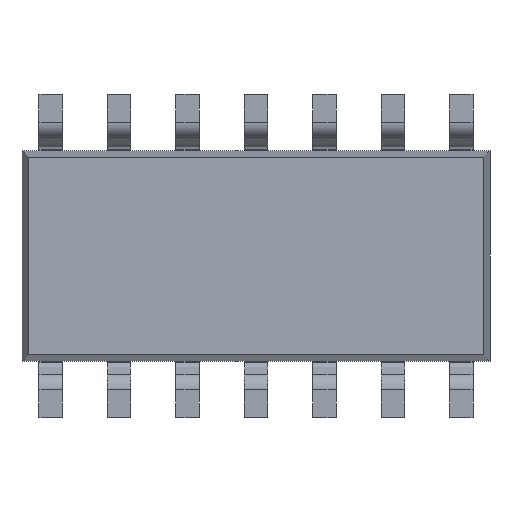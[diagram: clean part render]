
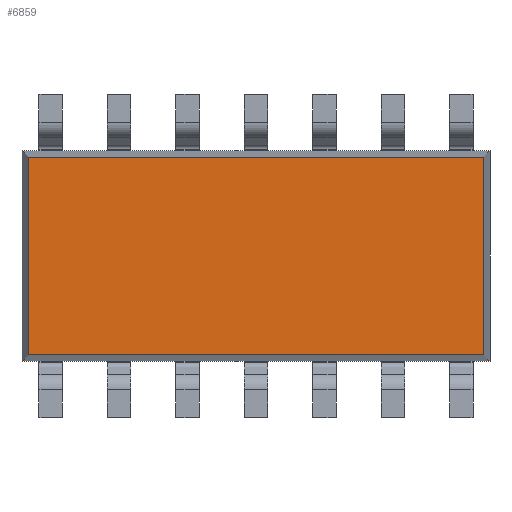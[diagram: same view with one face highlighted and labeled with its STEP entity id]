
A CAD part, front view. The second image highlights one B-rep face of the part: STEP entity #6859.
In plain terms, the highlighted planar face has unit normal (0, -1, 0).
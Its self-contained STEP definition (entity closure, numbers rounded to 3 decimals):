
#6820 = CARTESIAN_POINT ( 'NONE',  ( 4.228, 0.1, -1.835 ) ) ;
#6821 = VERTEX_POINT ( 'NONE', #6820 ) ;
#6822 = CARTESIAN_POINT ( 'NONE',  ( 4.228, 0.1, 1.835 ) ) ;
#6823 = VERTEX_POINT ( 'NONE', #6822 ) ;
#6824 = CARTESIAN_POINT ( 'NONE',  ( 4.228, 0.1, 0. ) ) ;
#6825 = DIRECTION ( 'NONE',  ( 0., 0., 1. ) ) ;
#6826 = VECTOR ( 'NONE', #6825, 1000. ) ;
#6827 = LINE ( 'NONE', #6824, #6826 ) ;
#6828 = EDGE_CURVE ( 'NONE', #6821, #6823, #6827, .T. ) ;
#6829 = ORIENTED_EDGE ( 'NONE', *, *, #6828, .T. ) ;
#6830 = CARTESIAN_POINT ( 'NONE',  ( -4.228, 0.1, 1.835 ) ) ;
#6831 = VERTEX_POINT ( 'NONE', #6830 ) ;
#6832 = CARTESIAN_POINT ( 'NONE',  ( 0., 0.1, 1.835 ) ) ;
#6833 = DIRECTION ( 'NONE',  ( -1., 0., 0. ) ) ;
#6834 = VECTOR ( 'NONE', #6833, 1000. ) ;
#6835 = LINE ( 'NONE', #6832, #6834 ) ;
#6836 = EDGE_CURVE ( 'NONE', #6823, #6831, #6835, .T. ) ;
#6837 = ORIENTED_EDGE ( 'NONE', *, *, #6836, .T. ) ;
#6838 = CARTESIAN_POINT ( 'NONE',  ( -4.228, 0.1, -1.835 ) ) ;
#6839 = VERTEX_POINT ( 'NONE', #6838 ) ;
#6840 = CARTESIAN_POINT ( 'NONE',  ( -4.228, 0.1, 0. ) ) ;
#6841 = DIRECTION ( 'NONE',  ( 0., 0., -1. ) ) ;
#6842 = VECTOR ( 'NONE', #6841, 1000. ) ;
#6843 = LINE ( 'NONE', #6840, #6842 ) ;
#6844 = EDGE_CURVE ( 'NONE', #6831, #6839, #6843, .T. ) ;
#6845 = ORIENTED_EDGE ( 'NONE', *, *, #6844, .T. ) ;
#6846 = CARTESIAN_POINT ( 'NONE',  ( 0., 0.1, -1.835 ) ) ;
#6847 = DIRECTION ( 'NONE',  ( 1., 0., 0. ) ) ;
#6848 = VECTOR ( 'NONE', #6847, 1000. ) ;
#6849 = LINE ( 'NONE', #6846, #6848 ) ;
#6850 = EDGE_CURVE ( 'NONE', #6839, #6821, #6849, .T. ) ;
#6851 = ORIENTED_EDGE ( 'NONE', *, *, #6850, .T. ) ;
#6852 = EDGE_LOOP ( 'NONE', ( #6829, #6837, #6845, #6851 ) ) ;
#6853 = FACE_OUTER_BOUND ( 'NONE', #6852, .T. ) ;
#6854 = CARTESIAN_POINT ( 'NONE',  ( 0., 0.1, 0. ) ) ;
#6855 = DIRECTION ( 'NONE',  ( 0., 1., 0. ) ) ;
#6856 = DIRECTION ( 'NONE',  ( 0., 0., 1. ) ) ;
#6857 = AXIS2_PLACEMENT_3D ( 'NONE', #6854, #6855, #6856 ) ;
#6858 = PLANE ( 'NONE', #6857 ) ;
#6859 = ADVANCED_FACE ( 'NONE', ( #6853 ), #6858, .F. ) ;
